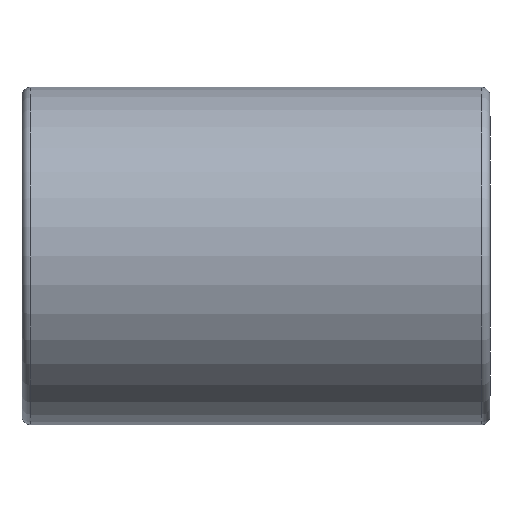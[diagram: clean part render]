
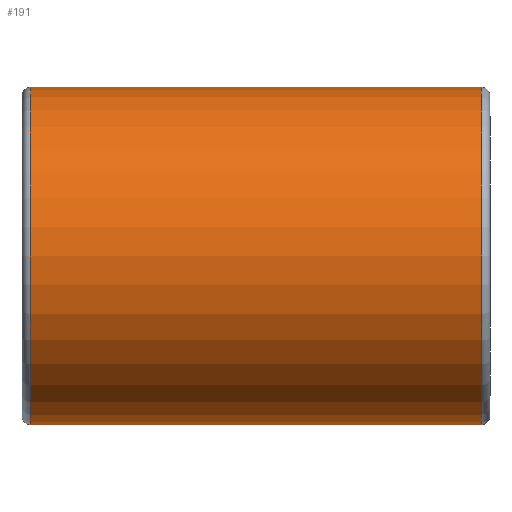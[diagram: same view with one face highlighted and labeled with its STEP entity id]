
A CAD part, front view. The second image highlights one B-rep face of the part: STEP entity #191.
In plain terms, the highlighted cylindrical face has radius 15.5 mm (diameter 31 mm), a full revolution.
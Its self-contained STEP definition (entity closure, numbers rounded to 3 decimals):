
#160=CARTESIAN_POINT('',(20.725,0.0,15.5));
#161=VERTEX_POINT('',#160);
#162=CARTESIAN_POINT('',(20.725,0.0,0.0));
#163=DIRECTION('',(1.0,0.0,0.0));
#164=DIRECTION('',(0.0,0.0,1.0));
#165=AXIS2_PLACEMENT_3D('',#162,#163,#164);
#166=CIRCLE('',#165,15.5);
#167=EDGE_CURVE('',#161,#161,#166,.T.);
#172=CARTESIAN_POINT('',(0.,0.0,0.0));
#173=DIRECTION('',(1.0,0.0,0.0));
#174=DIRECTION('',(0.0,0.0,1.0));
#175=AXIS2_PLACEMENT_3D('',#172,#173,#174);
#176=CYLINDRICAL_SURFACE('',#175,15.5);
#177=ORIENTED_EDGE('',*,*,#167,.F.);
#178=EDGE_LOOP('',(#177));
#179=FACE_OUTER_BOUND('',#178,.T.);
#180=CARTESIAN_POINT('',(-20.725,0.,-15.5));
#181=VERTEX_POINT('',#180);
#182=CARTESIAN_POINT('',(-20.725,0.0,0.0));
#183=DIRECTION('',(1.0,0.0,0.0));
#184=DIRECTION('',(0.0,0.0,1.0));
#185=AXIS2_PLACEMENT_3D('',#182,#183,#184);
#186=CIRCLE('',#185,15.5);
#187=EDGE_CURVE('',#181,#181,#186,.T.);
#188=ORIENTED_EDGE('',*,*,#187,.T.);
#189=EDGE_LOOP('',(#188));
#190=FACE_BOUND('',#189,.T.);
#191=ADVANCED_FACE('',(#179,#190),#176,.T.);
